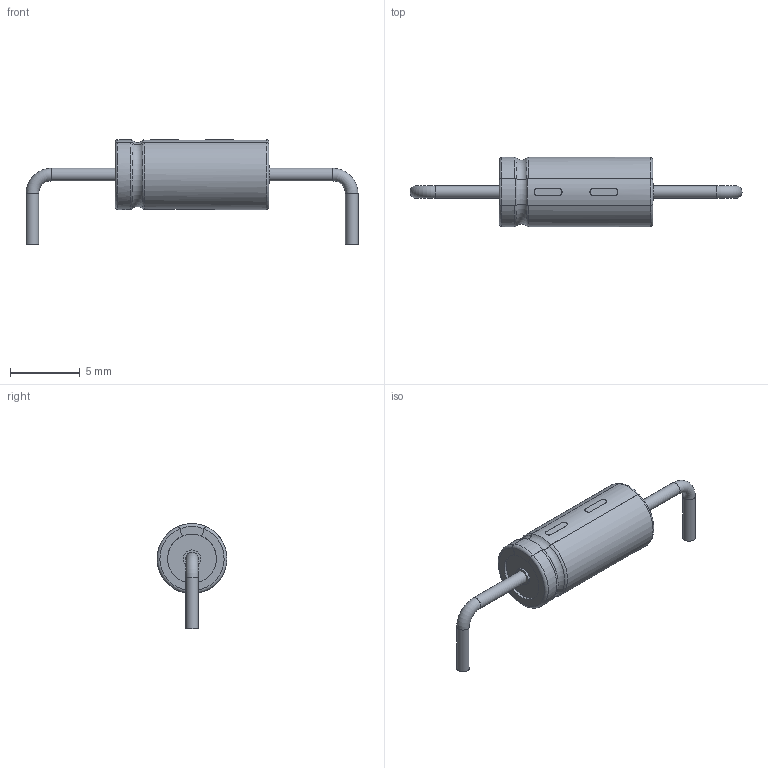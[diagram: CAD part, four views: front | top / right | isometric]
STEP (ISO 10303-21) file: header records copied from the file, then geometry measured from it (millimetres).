
FILE_DESCRIPTION(/* description */ ('model of CP_Axial_L11.0mm_D5.0mm_P22.86mm_Horizontal'),/* implementation_level */ '2;1');
FILE_NAME(/* name */ 'CP_Axial_L11.0mm_D5.0mm_P22.86mm_Horizontal.step',/* time_stamp */ '2023-02-20T17:17:41',/* author */ ('KiCAD','kicad'),/* organization */ ('OCCT'),/* preprocessor_version */ '',/* originating_system */ 'KiCAD',/* authorisation */ '');
FILE_SCHEMA(('AUTOMOTIVE_DESIGN { 1 0 10303 214 1 1 1 1 }'));
Length unit declared in the file: millimetre
Products named in the file (12): CQ assembly; 190bb9c9-b13a-11ed-bc6f-67ea0efcc404; 190bb9ca-b13a-11ed-bc6f-67ea0efcc404; 190bb9ca-b13a-11ed-bc6f-67ea0efcc404_part; 190bb9cb-b13a-11ed-bc6f-67ea0efcc404; 190bb9cb-b13a-11ed-bc6f-67ea0efcc404_part; 190bb9cc-b13a-11ed-bc6f-67ea0efcc404; 190bb9cc-b13a-11ed-bc6f-67ea0efcc404_part; 190bb9cd-b13a-11ed-bc6f-67ea0efcc404; 190bb9cd-b13a-11ed-bc6f-67ea0efcc404_part; 190bb9ce-b13a-11ed-bc6f-67ea0efcc404; 190bb9ce-b13a-11ed-bc6f-67ea0efcc404_part
Assembly tree (11 placements, depth 4):
  CQ assembly
    190bb9c9-b13a-11ed-bc6f-67ea0efcc404
      190bb9ca-b13a-11ed-bc6f-67ea0efcc404
        190bb9ca-b13a-11ed-bc6f-67ea0efcc404_part
      190bb9cb-b13a-11ed-bc6f-67ea0efcc404
        190bb9cb-b13a-11ed-bc6f-67ea0efcc404_part
      190bb9cc-b13a-11ed-bc6f-67ea0efcc404
        190bb9cc-b13a-11ed-bc6f-67ea0efcc404_part
      190bb9cd-b13a-11ed-bc6f-67ea0efcc404
        190bb9cd-b13a-11ed-bc6f-67ea0efcc404_part
      190bb9ce-b13a-11ed-bc6f-67ea0efcc404
        190bb9ce-b13a-11ed-bc6f-67ea0efcc404_part
Bounding box: 23.76 x 5 x 7.51 mm (x, y, z)
Volume: 230.9 mm3; surface area: 479.1 mm2
Topology: 7 solids, 7 shells, 83 faces, 191 edges, 126 vertices
Faces by surface type: plane 40, cylinder 33, torus 8, bspline 2
Full cylindrical faces by diameter (mm): 0.9 x3, 1.25 x2, 3.5 x2
Entity records: 3037 total; most frequent: CARTESIAN_POINT 890, DIRECTION 423, ORIENTED_EDGE 382, EDGE_CURVE 191, AXIS2_PLACEMENT_3D 163, VERTEX_POINT 126, LINE 97, VECTOR 97
